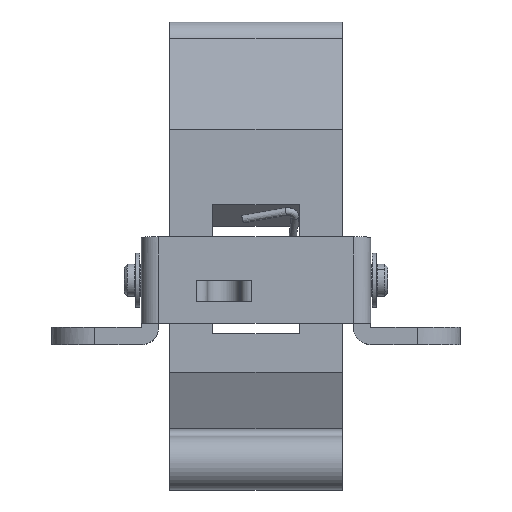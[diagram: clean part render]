
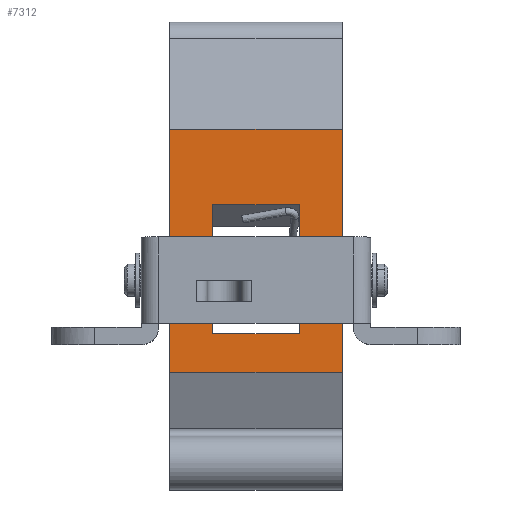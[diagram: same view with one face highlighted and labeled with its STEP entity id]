
A CAD part, top view. The second image highlights one B-rep face of the part: STEP entity #7312.
In plain terms, the highlighted free-form (B-spline) face has degree [1, 1] with [2, 2] control points.
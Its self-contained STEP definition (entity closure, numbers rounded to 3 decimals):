
#6223=CARTESIAN_POINT('',(-4.0,7.,5.0));
#6224=VERTEX_POINT('',#6223);
#6237=CARTESIAN_POINT('',(4.0,7.,5.0));
#6238=VERTEX_POINT('',#6237);
#6244=CARTESIAN_POINT('',(-4.0,7.,5.0));
#6245=CARTESIAN_POINT('',(4.0,7.,5.0));
#6246=QUASI_UNIFORM_CURVE('',1,(#6244,#6245),.UNSPECIFIED.,.F.,.U.);
#6247=EDGE_CURVE('',#6224,#6238,#6246,.T.);
#6257=CARTESIAN_POINT('',(4.0,-5.0,5.0));
#6258=VERTEX_POINT('',#6257);
#6266=CARTESIAN_POINT('',(4.0,7.,5.0));
#6267=CARTESIAN_POINT('',(4.0,-5.0,5.0));
#6268=QUASI_UNIFORM_CURVE('',1,(#6266,#6267),.UNSPECIFIED.,.F.,.U.);
#6269=EDGE_CURVE('',#6238,#6258,#6268,.T.);
#6340=CARTESIAN_POINT('',(-4.0,-5.0,5.0));
#6341=VERTEX_POINT('',#6340);
#6401=CARTESIAN_POINT('',(-4.0,7.,5.0));
#6402=CARTESIAN_POINT('',(-4.0,-5.0,5.0));
#6403=QUASI_UNIFORM_CURVE('',1,(#6401,#6402),.UNSPECIFIED.,.F.,.U.);
#6404=EDGE_CURVE('',#6224,#6341,#6403,.T.);
#6445=CARTESIAN_POINT('',(-4.0,-5.0,5.0));
#6446=CARTESIAN_POINT('',(4.0,-5.0,5.0));
#6447=QUASI_UNIFORM_CURVE('',1,(#6445,#6446),.UNSPECIFIED.,.F.,.U.);
#6448=EDGE_CURVE('',#6341,#6258,#6447,.T.);
#6474=CARTESIAN_POINT('',(-8.0,-8.565,5.0));
#6475=VERTEX_POINT('',#6474);
#6481=CARTESIAN_POINT('',(-8.0,14.0,5.0));
#6482=VERTEX_POINT('',#6481);
#6483=CARTESIAN_POINT('',(-8.0,-8.565,5.0));
#6484=CARTESIAN_POINT('',(-8.0,14.0,5.0));
#6485=QUASI_UNIFORM_CURVE('',1,(#6483,#6484),.UNSPECIFIED.,.F.,.U.);
#6486=EDGE_CURVE('',#6475,#6482,#6485,.T.);
#6871=CARTESIAN_POINT('',(8.0,14.0,5.0));
#6872=VERTEX_POINT('',#6871);
#6878=CARTESIAN_POINT('',(8.0,-8.565,5.0));
#6879=VERTEX_POINT('',#6878);
#6880=CARTESIAN_POINT('',(8.0,-8.565,5.0));
#6881=CARTESIAN_POINT('',(8.0,14.0,5.0));
#6882=QUASI_UNIFORM_CURVE('',1,(#6880,#6881),.UNSPECIFIED.,.F.,.U.);
#6883=EDGE_CURVE('',#6879,#6872,#6882,.T.);
#7190=CARTESIAN_POINT('',(8.0,14.0,5.0));
#7191=CARTESIAN_POINT('',(-8.0,14.0,5.0));
#7192=QUASI_UNIFORM_CURVE('',1,(#7190,#7191),.UNSPECIFIED.,.F.,.U.);
#7193=EDGE_CURVE('',#6872,#6482,#7192,.T.);
#7212=CARTESIAN_POINT('',(8.0,-8.565,5.0));
#7213=CARTESIAN_POINT('',(-8.0,-8.565,5.0));
#7214=QUASI_UNIFORM_CURVE('',1,(#7212,#7213),.UNSPECIFIED.,.F.,.U.);
#7215=EDGE_CURVE('',#6879,#6475,#7214,.T.);
#7295=CARTESIAN_POINT('',(-8.799,15.127,5.0));
#7296=CARTESIAN_POINT('',(-8.799,-9.692,5.0));
#7297=CARTESIAN_POINT('',(8.799,15.127,5.0));
#7298=CARTESIAN_POINT('',(8.799,-9.692,5.0));
#7299=B_SPLINE_SURFACE_WITH_KNOTS('',1,1,((#7295,#7297),(#7296,#7298)),.UNSPECIFIED.,.F.,.F.,.U.,(2,2),(2,2),(0.0,24.819),(0.0,17.598),.UNSPECIFIED.);
#7300=ORIENTED_EDGE('',*,*,#6486,.F.);
#7301=ORIENTED_EDGE('',*,*,#7215,.F.);
#7302=ORIENTED_EDGE('',*,*,#6883,.T.);
#7303=ORIENTED_EDGE('',*,*,#7193,.T.);
#7304=EDGE_LOOP('',(#7300,#7301,#7302,#7303));
#7305=FACE_OUTER_BOUND('',#7304,.T.);
#7306=ORIENTED_EDGE('',*,*,#6247,.T.);
#7307=ORIENTED_EDGE('',*,*,#6269,.T.);
#7308=ORIENTED_EDGE('',*,*,#6448,.F.);
#7309=ORIENTED_EDGE('',*,*,#6404,.F.);
#7310=EDGE_LOOP('',(#7306,#7307,#7308,#7309));
#7311=FACE_BOUND('',#7310,.T.);
#7312=ADVANCED_FACE('',(#7305,#7311),#7299,.T.);
